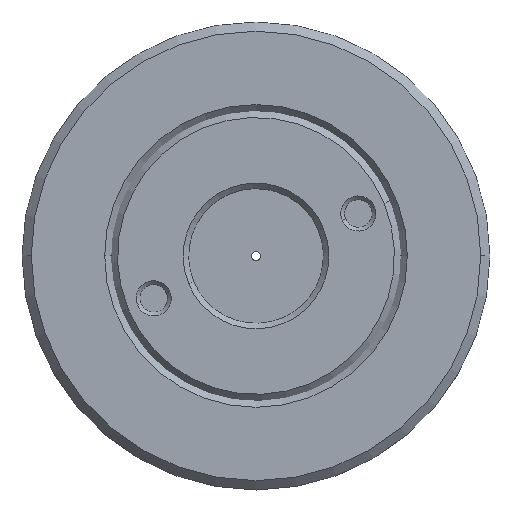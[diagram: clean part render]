
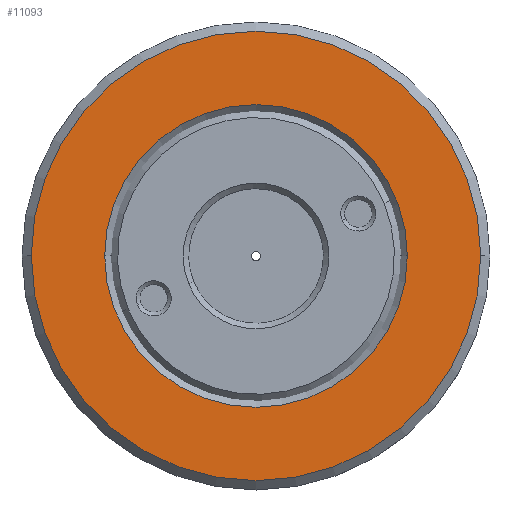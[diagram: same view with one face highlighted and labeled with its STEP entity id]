
A CAD part, top view. The second image highlights one B-rep face of the part: STEP entity #11093.
In plain terms, the highlighted planar face has unit normal (0, 0, 1).
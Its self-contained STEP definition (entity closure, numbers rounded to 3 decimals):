
#180 = DIRECTION ( 'NONE',  ( 0., 0., 1. ) ) ;
#961 = VERTEX_POINT ( 'NONE', #8145 ) ;
#1044 = CARTESIAN_POINT ( 'NONE',  ( -29.448, 2.957, 3.15 ) ) ;
#1670 = EDGE_CURVE ( 'NONE', #18714, #10616, #15191, .T. ) ;
#1788 = EDGE_LOOP ( 'NONE', ( #14191, #17975 ) ) ;
#1896 = VERTEX_POINT ( 'NONE', #11218 ) ;
#4115 = AXIS2_PLACEMENT_3D ( 'NONE', #12079, #180, #15588 ) ;
#4874 = CIRCLE ( 'NONE', #17390, 8.2 ) ;
#4936 = CARTESIAN_POINT ( 'NONE',  ( -29.448, 2.957, 3.15 ) ) ;
#4937 = DIRECTION ( 'NONE',  ( 1., 0., 0. ) ) ;
#5689 = DIRECTION ( 'NONE',  ( 1., 0., 0. ) ) ;
#7871 = CARTESIAN_POINT ( 'NONE',  ( -29.448, 2.957, 3.15 ) ) ;
#8145 = CARTESIAN_POINT ( 'NONE',  ( -17.273, 2.957, 3.15 ) ) ;
#8397 = CIRCLE ( 'NONE', #17697, 12.175 ) ;
#8657 = EDGE_LOOP ( 'NONE', ( #17484, #15870 ) ) ;
#9257 = PLANE ( 'NONE',  #4115 ) ;
#9471 = EDGE_CURVE ( 'NONE', #961, #1896, #12157, .T. ) ;
#10616 = VERTEX_POINT ( 'NONE', #12907 ) ;
#11093 = ADVANCED_FACE ( 'NONE', ( #13787, #13981 ), #9257, .T. ) ;
#11218 = CARTESIAN_POINT ( 'NONE',  ( -41.623, 2.957, 3.15 ) ) ;
#12079 = CARTESIAN_POINT ( 'NONE',  ( -29.448, 2.957, 3.15 ) ) ;
#12157 = CIRCLE ( 'NONE', #15355, 12.175 ) ;
#12907 = CARTESIAN_POINT ( 'NONE',  ( -21.248, 2.957, 3.15 ) ) ;
#12976 = CARTESIAN_POINT ( 'NONE',  ( -37.648, 2.957, 3.15 ) ) ;
#13787 = FACE_BOUND ( 'NONE', #8657, .T. ) ;
#13981 = FACE_OUTER_BOUND ( 'NONE', #1788, .T. ) ;
#14100 = DIRECTION ( 'NONE',  ( -1., 0., 0. ) ) ;
#14191 = ORIENTED_EDGE ( 'NONE', *, *, #18040, .F. ) ;
#14322 = DIRECTION ( 'NONE',  ( -1., 0., 0. ) ) ;
#15191 = CIRCLE ( 'NONE', #18728, 8.2 ) ;
#15313 = DIRECTION ( 'NONE',  ( 0., 0., -1. ) ) ;
#15355 = AXIS2_PLACEMENT_3D ( 'NONE', #15827, #17338, #14322 ) ;
#15588 = DIRECTION ( 'NONE',  ( 1., 0., 0. ) ) ;
#15611 = DIRECTION ( 'NONE',  ( 0., 0., -1. ) ) ;
#15827 = CARTESIAN_POINT ( 'NONE',  ( -29.448, 2.957, 3.15 ) ) ;
#15870 = ORIENTED_EDGE ( 'NONE', *, *, #1670, .T. ) ;
#17338 = DIRECTION ( 'NONE',  ( 0., 0., -1. ) ) ;
#17390 = AXIS2_PLACEMENT_3D ( 'NONE', #7871, #15611, #4937 ) ;
#17484 = ORIENTED_EDGE ( 'NONE', *, *, #18584, .T. ) ;
#17697 = AXIS2_PLACEMENT_3D ( 'NONE', #4936, #15313, #14100 ) ;
#17975 = ORIENTED_EDGE ( 'NONE', *, *, #9471, .F. ) ;
#18040 = EDGE_CURVE ( 'NONE', #1896, #961, #8397, .T. ) ;
#18584 = EDGE_CURVE ( 'NONE', #10616, #18714, #4874, .T. ) ;
#18714 = VERTEX_POINT ( 'NONE', #12976 ) ;
#18728 = AXIS2_PLACEMENT_3D ( 'NONE', #1044, #19177, #5689 ) ;
#19177 = DIRECTION ( 'NONE',  ( 0., 0., -1. ) ) ;
